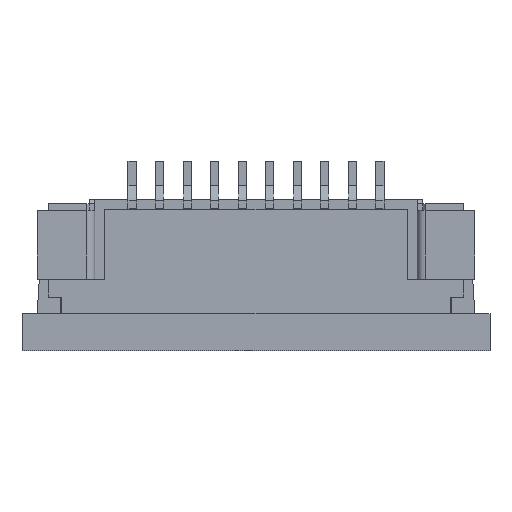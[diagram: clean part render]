
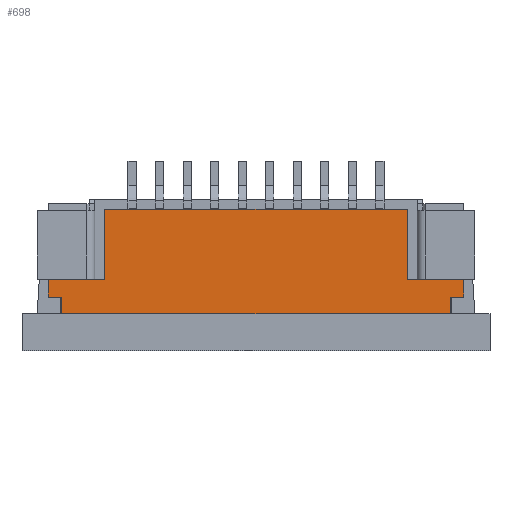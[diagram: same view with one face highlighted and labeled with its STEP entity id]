
A CAD part, top view. The second image highlights one B-rep face of the part: STEP entity #698.
In plain terms, the highlighted planar face has unit normal (0, 0, 1).
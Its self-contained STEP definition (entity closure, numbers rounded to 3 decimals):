
#698=ADVANCED_FACE('',(#3644),#3646,.T.);
#3644=FACE_BOUND('',#3645,.T.);
#3645=EDGE_LOOP('',(#5980,#5981,#5982,#5983,#5984,#5985,#5986,#5987,#5988,#5989,
#5990,#5991));
#3646=PLANE('',#3647);
#3647=AXIS2_PLACEMENT_3D('',#3648,#3649,#3650);
#3648=CARTESIAN_POINT('',(7.55,1.35,2.45));
#3649=DIRECTION('',(0.,-0.,1.));
#3650=DIRECTION('',(0.,1.,0.));
#5980=ORIENTED_EDGE('',*,*,#7769,.T.);
#5981=ORIENTED_EDGE('',*,*,#7771,.T.);
#5982=ORIENTED_EDGE('',*,*,#7772,.T.);
#5983=ORIENTED_EDGE('',*,*,#7773,.T.);
#5984=ORIENTED_EDGE('',*,*,#7774,.T.);
#5985=ORIENTED_EDGE('',*,*,#7775,.T.);
#5986=ORIENTED_EDGE('',*,*,#7776,.T.);
#5987=ORIENTED_EDGE('',*,*,#7777,.F.);
#5988=ORIENTED_EDGE('',*,*,#7778,.T.);
#5989=ORIENTED_EDGE('',*,*,#7779,.T.);
#5990=ORIENTED_EDGE('',*,*,#7724,.F.);
#5991=ORIENTED_EDGE('',*,*,#7715,.T.);
#7715=EDGE_CURVE('',#8734,#8744,#8746,.F.);
#7724=EDGE_CURVE('',#8734,#8762,#8763,.T.);
#7769=EDGE_CURVE('',#8744,#8846,#8847,.T.);
#7771=EDGE_CURVE('',#8846,#8849,#8850,.T.);
#7772=EDGE_CURVE('',#8849,#8851,#8852,.F.);
#7773=EDGE_CURVE('',#8851,#8853,#8854,.F.);
#7774=EDGE_CURVE('',#8853,#8855,#8856,.F.);
#7775=EDGE_CURVE('',#8855,#8857,#8858,.F.);
#7776=EDGE_CURVE('',#8857,#8859,#8860,.F.);
#7777=EDGE_CURVE('',#8861,#8859,#8862,.T.);
#7778=EDGE_CURVE('',#8861,#8863,#8864,.F.);
#7779=EDGE_CURVE('',#8863,#8762,#8865,.T.);
#8734=VERTEX_POINT('',#10182);
#8744=VERTEX_POINT('',#10202);
#8746=LINE('',#10206,#10207);
#8762=VERTEX_POINT('',#10240);
#8763=LINE('',#10241,#10242);
#8846=VERTEX_POINT('',#10414);
#8847=LINE('',#10415,#10416);
#8849=VERTEX_POINT('',#10421);
#8850=LINE('',#10422,#10423);
#8851=VERTEX_POINT('',#10425);
#8852=LINE('',#10426,#10427);
#8853=VERTEX_POINT('',#10429);
#8854=LINE('',#10430,#10431);
#8855=VERTEX_POINT('',#10433);
#8856=LINE('',#10434,#10435);
#8857=VERTEX_POINT('',#10437);
#8858=LINE('',#10438,#10439);
#8859=VERTEX_POINT('',#10441);
#8860=LINE('',#10442,#10443);
#8861=VERTEX_POINT('',#10445);
#8862=LINE('',#10446,#10447);
#8863=VERTEX_POINT('',#10449);
#8864=LINE('',#10450,#10451);
#8865=LINE('',#10453,#10454);
#10182=CARTESIAN_POINT('',(7.05,1.35,2.45));
#10202=CARTESIAN_POINT('',(7.05,1.95,2.45));
#10206=CARTESIAN_POINT('',(7.05,1.95,2.45));
#10207=VECTOR('',#10208,1.);
#10208=DIRECTION('',(0.,-1.,0.));
#10240=CARTESIAN_POINT('',(-7.05,1.35,2.45));
#10241=CARTESIAN_POINT('',(7.05,1.35,2.45));
#10242=VECTOR('',#10243,1.);
#10243=DIRECTION('',(-1.,0.,0.));
#10414=CARTESIAN_POINT('',(7.55,1.95,2.45));
#10415=CARTESIAN_POINT('',(7.05,1.95,2.45));
#10416=VECTOR('',#10417,1.);
#10417=DIRECTION('',(1.,0.,0.));
#10421=CARTESIAN_POINT('',(7.55,2.6,2.45));
#10422=CARTESIAN_POINT('',(7.55,1.95,2.45));
#10423=VECTOR('',#10424,1.);
#10424=DIRECTION('',(0.,1.,0.));
#10425=CARTESIAN_POINT('',(5.5,2.6,2.45));
#10426=CARTESIAN_POINT('',(5.5,2.6,2.45));
#10427=VECTOR('',#10428,1.);
#10428=DIRECTION('',(1.,0.,0.));
#10429=CARTESIAN_POINT('',(5.5,5.15,2.45));
#10430=CARTESIAN_POINT('',(5.5,5.15,2.45));
#10431=VECTOR('',#10432,1.);
#10432=DIRECTION('',(0.,-1.,0.));
#10433=CARTESIAN_POINT('',(-5.5,5.15,2.45));
#10434=CARTESIAN_POINT('',(-5.5,5.15,2.45));
#10435=VECTOR('',#10436,1.);
#10436=DIRECTION('',(1.,0.,0.));
#10437=CARTESIAN_POINT('',(-5.5,2.6,2.45));
#10438=CARTESIAN_POINT('',(-5.5,2.6,2.45));
#10439=VECTOR('',#10440,1.);
#10440=DIRECTION('',(0.,1.,0.));
#10441=CARTESIAN_POINT('',(-7.55,2.6,2.45));
#10442=CARTESIAN_POINT('',(-7.55,2.6,2.45));
#10443=VECTOR('',#10444,1.);
#10444=DIRECTION('',(1.,0.,0.));
#10445=CARTESIAN_POINT('',(-7.55,1.95,2.45));
#10446=CARTESIAN_POINT('',(-7.55,1.95,2.45));
#10447=VECTOR('',#10448,1.);
#10448=DIRECTION('',(0.,1.,0.));
#10449=CARTESIAN_POINT('',(-7.05,1.95,2.45));
#10450=CARTESIAN_POINT('',(-7.05,1.95,2.45));
#10451=VECTOR('',#10452,1.);
#10452=DIRECTION('',(-1.,0.,0.));
#10453=CARTESIAN_POINT('',(-7.05,1.95,2.45));
#10454=VECTOR('',#10455,1.);
#10455=DIRECTION('',(0.,-1.,0.));
